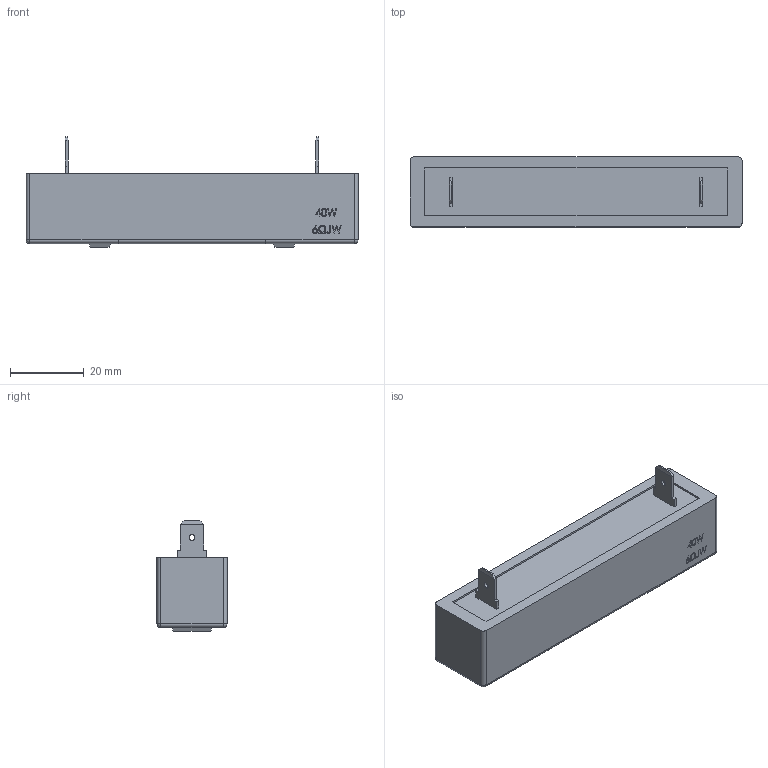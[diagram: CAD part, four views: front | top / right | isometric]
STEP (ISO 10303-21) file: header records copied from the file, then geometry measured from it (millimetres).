
FILE_DESCRIPTION (( 'STEP AP203' ), '1' );
FILE_NAME ('WPRT40AT.STEP', '2015-10-19T12:44:00', ( '' ), ( '' ), 'SwSTEP 2.0', 'SolidWorks 2015', '' );
FILE_SCHEMA (( 'CONFIG_CONTROL_DESIGN' ));
Length unit declared in the file: millimetre
Products named in the file (1): WPRT40AT
Bounding box: 90 x 19 x 30 mm (x, y, z)
Surface area: 7887.4 mm2 (no closed solid volume)
Topology: 0 solids, 3 shells, 75 faces, 245 edges, 183 vertices
Faces by surface type: plane 57, cylinder 14, sphere 4
Entity records: 3274 total; most frequent: CARTESIAN_POINT 1048, ORIENTED_EDGE 474, DIRECTION 386, EDGE_CURVE 241, VERTEX_POINT 183, VECTOR 182, LINE 182, AXIS2_PLACEMENT_3D 102
